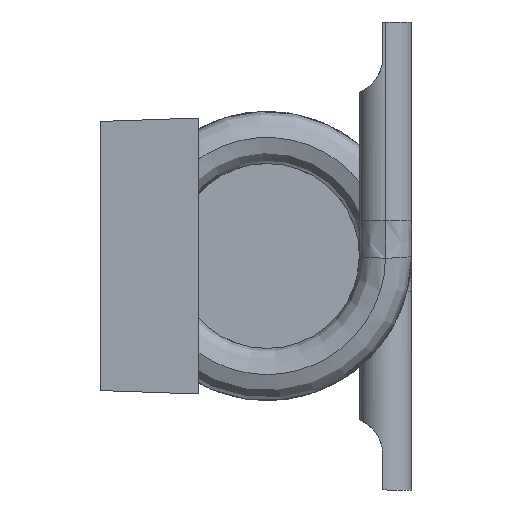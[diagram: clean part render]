
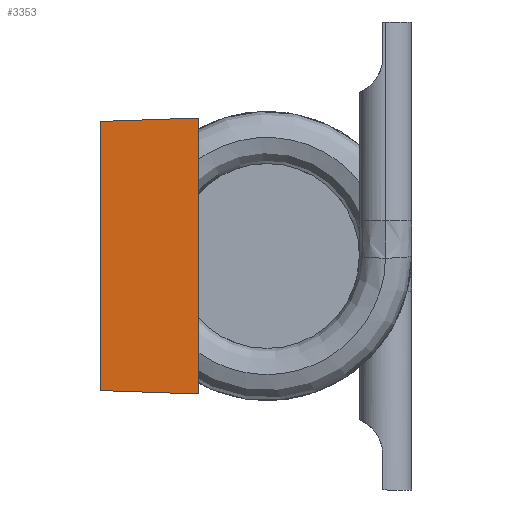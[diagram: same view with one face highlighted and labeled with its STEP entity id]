
A CAD part, left-side view. The second image highlights one B-rep face of the part: STEP entity #3353.
In plain terms, the highlighted planar face has unit normal (-0.999, 0.035, 0).
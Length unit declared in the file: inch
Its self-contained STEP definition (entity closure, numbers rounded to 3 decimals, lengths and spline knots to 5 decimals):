
#291 = AXIS2_PLACEMENT_3D ( 'NONE', #2503, #2504, #2505 ) ;
#332 = VECTOR ( 'NONE', #1014, 39.37008 ) ;
#341 = VECTOR ( 'NONE', #1030, 39.37008 ) ;
#342 = VECTOR ( 'NONE', #1032, 39.37008 ) ;
#343 = VECTOR ( 'NONE', #1034, 39.37008 ) ;
#914 = FACE_OUTER_BOUND ( 'NONE', #3692, .T. ) ;
#947 = LINE ( 'NONE', #1013, #332 ) ;
#955 = LINE ( 'NONE', #1029, #341 ) ;
#956 = LINE ( 'NONE', #1031, #342 ) ;
#957 = LINE ( 'NONE', #1033, #343 ) ;
#1013 = CARTESIAN_POINT ( 'NONE',  ( -0.216, 0., 0.0575 ) ) ;
#1014 = DIRECTION ( 'NONE',  ( 0., 0., -1. ) ) ;
#1029 = CARTESIAN_POINT ( 'NONE',  ( -0.21747, -0.042, 0.05897 ) ) ;
#1030 = DIRECTION ( 'NONE',  ( 0.035, 0.999, -0.035 ) ) ;
#1031 = CARTESIAN_POINT ( 'NONE',  ( -0.21747, -0.042, -0.0575 ) ) ;
#1032 = DIRECTION ( 'NONE',  ( 0., 0., -1. ) ) ;
#1033 = CARTESIAN_POINT ( 'NONE',  ( -0.21747, -0.042, -0.05897 ) ) ;
#1034 = DIRECTION ( 'NONE',  ( 0.035, 0.999, 0.035 ) ) ;
#2502 = PLANE ( 'NONE',  #291 ) ;
#2503 = CARTESIAN_POINT ( 'NONE',  ( -0.216, 0., 0.0575 ) ) ;
#2504 = DIRECTION ( 'NONE',  ( -0.999, 0.035, 0. ) ) ;
#2505 = DIRECTION ( 'NONE',  ( -0.035, -0.999, 0. ) ) ;
#2829 = CARTESIAN_POINT ( 'NONE',  ( -0.216, 0., -0.0575 ) ) ;
#2836 = CARTESIAN_POINT ( 'NONE',  ( -0.216, 0., 0.0575 ) ) ;
#2843 = CARTESIAN_POINT ( 'NONE',  ( -0.21747, -0.042, 0.05897 ) ) ;
#2845 = CARTESIAN_POINT ( 'NONE',  ( -0.21747, -0.042, -0.05897 ) ) ;
#3353 = ADVANCED_FACE ( 'NONE', ( #914 ), #2502, .T. ) ;
#3368 = EDGE_CURVE ( 'NONE', #3715, #3708, #947, .T. ) ;
#3376 = EDGE_CURVE ( 'NONE', #3722, #3715, #955, .T. ) ;
#3377 = EDGE_CURVE ( 'NONE', #3722, #3724, #956, .T. ) ;
#3378 = EDGE_CURVE ( 'NONE', #3724, #3708, #957, .T. ) ;
#3692 = EDGE_LOOP ( 'NONE', ( #3796, #3798, #3795, #3797 ) ) ;
#3708 = VERTEX_POINT ( 'NONE', #2829 ) ;
#3715 = VERTEX_POINT ( 'NONE', #2836 ) ;
#3722 = VERTEX_POINT ( 'NONE', #2843 ) ;
#3724 = VERTEX_POINT ( 'NONE', #2845 ) ;
#3795 = ORIENTED_EDGE ( 'NONE', *, *, #3368, .T. ) ;
#3796 = ORIENTED_EDGE ( 'NONE', *, *, #3377, .F. ) ;
#3797 = ORIENTED_EDGE ( 'NONE', *, *, #3378, .F. ) ;
#3798 = ORIENTED_EDGE ( 'NONE', *, *, #3376, .T. ) ;
